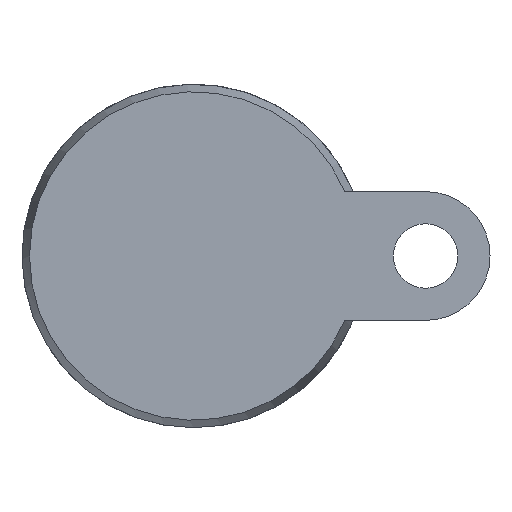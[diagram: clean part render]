
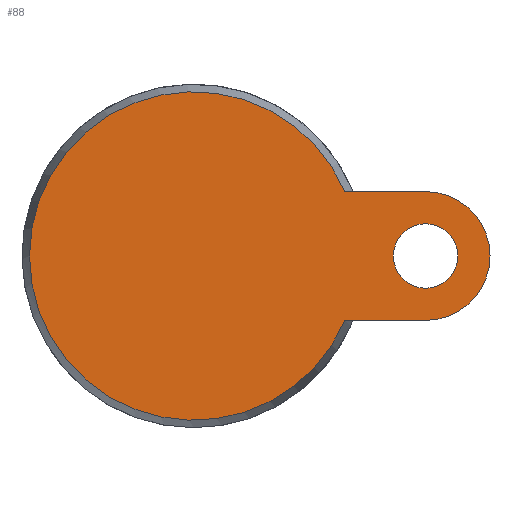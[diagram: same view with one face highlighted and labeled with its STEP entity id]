
A CAD part, front view. The second image highlights one B-rep face of the part: STEP entity #88.
In plain terms, the highlighted planar face has unit normal (0, -1, 0).
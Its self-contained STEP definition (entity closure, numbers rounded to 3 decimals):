
#88 = ADVANCED_FACE( '', ( #212, #213 ), #214, .F. );
#212 = FACE_BOUND( '', #385, .T. );
#213 = FACE_OUTER_BOUND( '', #386, .T. );
#214 = PLANE( '', #387 );
#385 = EDGE_LOOP( '', ( #626 ) );
#386 = EDGE_LOOP( '', ( #627, #628, #629, #630 ) );
#387 = AXIS2_PLACEMENT_3D( '', #631, #632, #633 );
#626 = ORIENTED_EDGE( '', *, *, #991, .T. );
#627 = ORIENTED_EDGE( '', *, *, #992, .F. );
#628 = ORIENTED_EDGE( '', *, *, #993, .T. );
#629 = ORIENTED_EDGE( '', *, *, #994, .F. );
#630 = ORIENTED_EDGE( '', *, *, #995, .F. );
#631 = CARTESIAN_POINT( '', ( 38.25, 0., 0. ) );
#632 = DIRECTION( '', ( 0., 1., 0. ) );
#633 = DIRECTION( '', ( 0., 0., 1. ) );
#991 = EDGE_CURVE( '', #1161, #1161, #1162, .T. );
#992 = EDGE_CURVE( '', #1163, #1164, #1165, .T. );
#993 = EDGE_CURVE( '', #1163, #1166, #1167, .T. );
#994 = EDGE_CURVE( '', #1168, #1166, #1169, .T. );
#995 = EDGE_CURVE( '', #1164, #1168, #1170, .T. );
#1161 = VERTEX_POINT( '', #1476 );
#1162 = CIRCLE( '', #1477, 7.5 );
#1163 = VERTEX_POINT( '', #1478 );
#1164 = VERTEX_POINT( '', #1479 );
#1165 = LINE( '', #1480, #1481 );
#1166 = VERTEX_POINT( '', #1482 );
#1167 = CIRCLE( '', #1483, 38.25 );
#1168 = VERTEX_POINT( '', #1484 );
#1169 = LINE( '', #1485, #1486 );
#1170 = CIRCLE( '', #1487, 15. );
#1476 = CARTESIAN_POINT( '', ( 61.5, 0., 0. ) );
#1477 = AXIS2_PLACEMENT_3D( '', #1726, #1727, #1728 );
#1478 = CARTESIAN_POINT( '', ( 35.186, 0., 15. ) );
#1479 = CARTESIAN_POINT( '', ( 54., 0., 15. ) );
#1480 = CARTESIAN_POINT( '', ( 0., 0., 15. ) );
#1481 = VECTOR( '', #1729, 1000. );
#1482 = CARTESIAN_POINT( '', ( 35.186, 0., -15. ) );
#1483 = AXIS2_PLACEMENT_3D( '', #1730, #1731, #1732 );
#1484 = CARTESIAN_POINT( '', ( 54., 0., -15. ) );
#1485 = CARTESIAN_POINT( '', ( 54., 0., -15. ) );
#1486 = VECTOR( '', #1733, 1000. );
#1487 = AXIS2_PLACEMENT_3D( '', #1734, #1735, #1736 );
#1726 = CARTESIAN_POINT( '', ( 54., 0., 0. ) );
#1727 = DIRECTION( '', ( 0., 1., 0. ) );
#1728 = DIRECTION( '', ( 1., 0., 0. ) );
#1729 = DIRECTION( '', ( 1., 0., 0. ) );
#1730 = CARTESIAN_POINT( '', ( 0., 0., 0. ) );
#1731 = DIRECTION( '', ( 0., -1., 0. ) );
#1732 = DIRECTION( '', ( 0., 0., -1. ) );
#1733 = DIRECTION( '', ( -1., 0., 0. ) );
#1734 = CARTESIAN_POINT( '', ( 54., 0., 0. ) );
#1735 = DIRECTION( '', ( 0., 1., 0. ) );
#1736 = DIRECTION( '', ( 1., 0., 0. ) );
